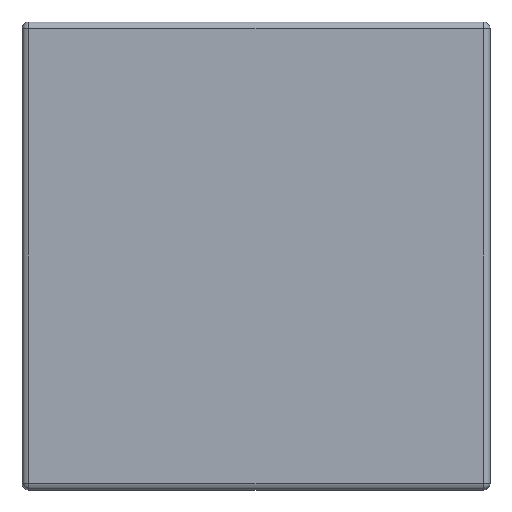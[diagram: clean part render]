
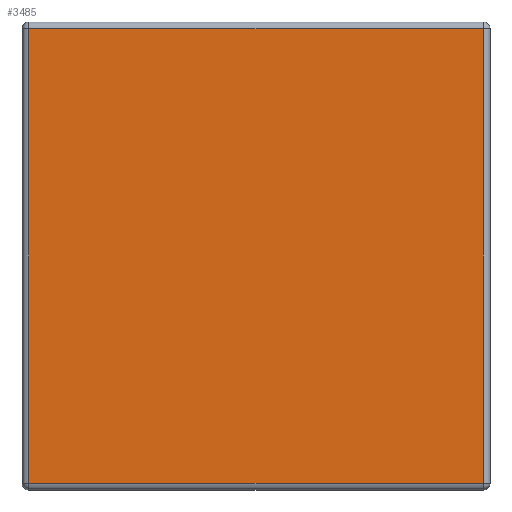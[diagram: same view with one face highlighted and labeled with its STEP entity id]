
A CAD part, front view. The second image highlights one B-rep face of the part: STEP entity #3485.
In plain terms, the highlighted planar face has unit normal (0, -1, 0).
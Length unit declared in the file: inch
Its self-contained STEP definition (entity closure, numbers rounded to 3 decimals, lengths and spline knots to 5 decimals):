
#210 = DIRECTION ( 'NONE',  ( -1., 0., 0. ) ) ;
#212 = LINE ( 'NONE', #4474, #441 ) ;
#322 = VERTEX_POINT ( 'NONE', #2366 ) ;
#441 = VECTOR ( 'NONE', #2956, 39.37008 ) ;
#732 = CARTESIAN_POINT ( 'NONE',  ( 2.0375, -0.375, 2.0375 ) ) ;
#903 = VERTEX_POINT ( 'NONE', #4356 ) ;
#1422 = VECTOR ( 'NONE', #6281, 39.37008 ) ;
#1511 = CARTESIAN_POINT ( 'NONE',  ( -2.0375, -0.375, -2.1 ) ) ;
#1563 = DIRECTION ( 'NONE',  ( 0., 0., -1. ) ) ;
#1831 = AXIS2_PLACEMENT_3D ( 'NONE', #3517, #2961, #1933 ) ;
#1933 = DIRECTION ( 'NONE',  ( 0., 0., -1. ) ) ;
#2030 = EDGE_CURVE ( 'NONE', #322, #6527, #212, .T. ) ;
#2337 = ORIENTED_EDGE ( 'NONE', *, *, #2030, .T. ) ;
#2366 = CARTESIAN_POINT ( 'NONE',  ( 2.0375, -0.375, -2.0375 ) ) ;
#2382 = LINE ( 'NONE', #1511, #3130 ) ;
#2956 = DIRECTION ( 'NONE',  ( 0., 0., 1. ) ) ;
#2961 = DIRECTION ( 'NONE',  ( 0., -1., 0. ) ) ;
#3130 = VECTOR ( 'NONE', #1563, 39.37008 ) ;
#3157 = CARTESIAN_POINT ( 'NONE',  ( 2.1, -0.375, -2.0375 ) ) ;
#3205 = EDGE_CURVE ( 'NONE', #903, #322, #4820, .T. ) ;
#3308 = VERTEX_POINT ( 'NONE', #6060 ) ;
#3448 = FACE_OUTER_BOUND ( 'NONE', #3749, .T. ) ;
#3485 = ADVANCED_FACE ( 'NONE', ( #3448 ), #5034, .T. ) ;
#3517 = CARTESIAN_POINT ( 'NONE',  ( 0., -0.375, 0. ) ) ;
#3749 = EDGE_LOOP ( 'NONE', ( #6099, #2337, #6154, #4364 ) ) ;
#4356 = CARTESIAN_POINT ( 'NONE',  ( -2.0375, -0.375, -2.0375 ) ) ;
#4364 = ORIENTED_EDGE ( 'NONE', *, *, #5499, .T. ) ;
#4474 = CARTESIAN_POINT ( 'NONE',  ( 2.0375, -0.375, 2.1 ) ) ;
#4820 = LINE ( 'NONE', #3157, #1422 ) ;
#5034 = PLANE ( 'NONE',  #1831 ) ;
#5282 = VECTOR ( 'NONE', #210, 39.37008 ) ;
#5499 = EDGE_CURVE ( 'NONE', #3308, #903, #2382, .T. ) ;
#5692 = EDGE_CURVE ( 'NONE', #6527, #3308, #6272, .T. ) ;
#5807 = CARTESIAN_POINT ( 'NONE',  ( -2.1, -0.375, 2.0375 ) ) ;
#6060 = CARTESIAN_POINT ( 'NONE',  ( -2.0375, -0.375, 2.0375 ) ) ;
#6099 = ORIENTED_EDGE ( 'NONE', *, *, #3205, .T. ) ;
#6154 = ORIENTED_EDGE ( 'NONE', *, *, #5692, .T. ) ;
#6272 = LINE ( 'NONE', #5807, #5282 ) ;
#6281 = DIRECTION ( 'NONE',  ( 1., 0., 0. ) ) ;
#6527 = VERTEX_POINT ( 'NONE', #732 ) ;
